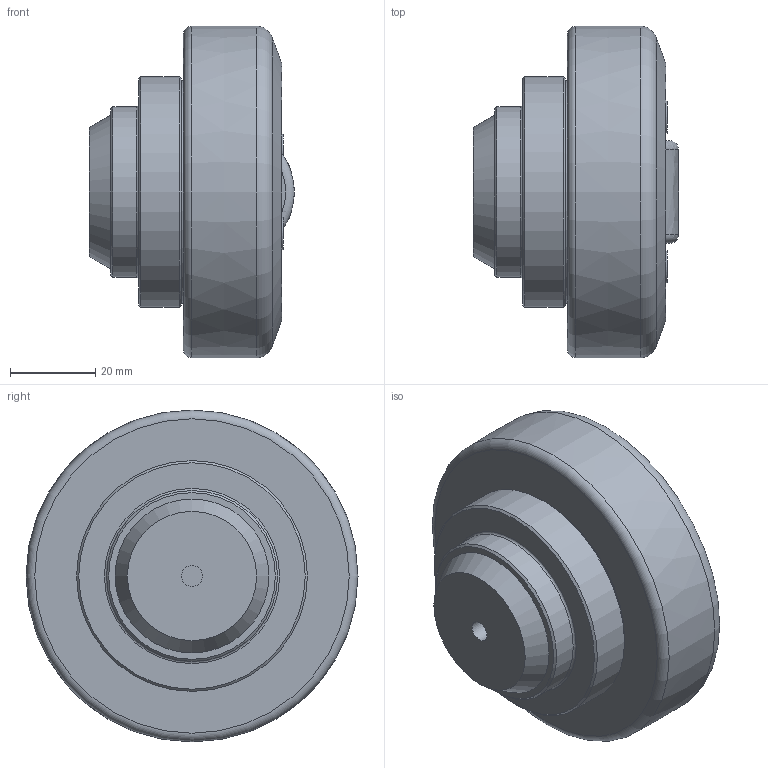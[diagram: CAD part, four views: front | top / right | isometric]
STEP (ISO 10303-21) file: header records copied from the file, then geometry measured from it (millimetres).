
FILE_DESCRIPTION(/* description */ ('-','CAx-IF Rec.Pracs.---Representation and Presentation of Product Manufacturing Information (PMI)---4.0---2014-10-13'),/* implementation_level */ '2;1');
FILE_NAME(/* name */ '9b6c13c3-9c1e-4af5-8ceb-b354e1a70985.stp',/* time_stamp */ '2020-04-01T16:30:48+02:00',/* author */ ('-'),/* organization */ ('NTI CADcenter A/S'),/* preprocessor_version */ 'ST-DEVELOPER v18',/* originating_system */ 'Autodesk Inventor 2020',/* authorisation */ '-');
FILE_SCHEMA (('AP242_MANAGED_MODEL_BASED_3D_ENGINEERING_MIM_LF { 1 0 10303 442 1 1 4 }'));
Length unit declared in the file: millimetre
Products named in the file (1): TR 080.0200_Kontur
Bounding box: 48 x 77.7 x 77.69 mm (x, y, z)
Volume: 142164.8 mm3; surface area: 17523.5 mm2
Topology: 1 solids, 1 shells, 49 faces, 124 edges, 87 vertices
Faces by surface type: plane 28, cylinder 9, torus 5, cone 5, bspline 2
Full cylindrical faces by diameter (mm): 2.5 x1, 4.917 x1, 7.53 x2, 40 x1, 52 x1, 54 x1
Entity records: 1670 total; most frequent: CARTESIAN_POINT 403, DIRECTION 265, ORIENTED_EDGE 248, EDGE_CURVE 124, AXIS2_PLACEMENT_3D 105, VERTEX_POINT 87, EDGE_LOOP 59, LINE 55
